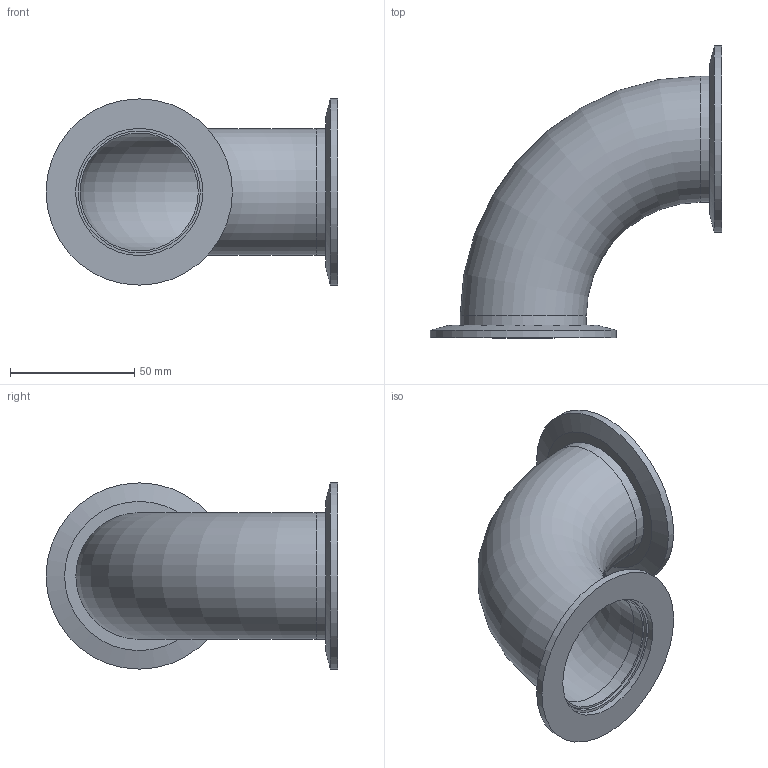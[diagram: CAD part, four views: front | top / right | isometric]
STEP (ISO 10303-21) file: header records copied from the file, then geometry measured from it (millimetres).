
FILE_DESCRIPTION(/* description */ (''),/* implementation_level */ '2;1');
FILE_NAME(/* name */ 'FL-E50KF-80.stp',/* time_stamp */ '2018-12-03T16:11:31+00:00',/* author */ ('paul'),/* organization */ (''),/* preprocessor_version */ 'ST-DEVELOPER v17.2',/* originating_system */ 'Autodesk Inventor 2019',/* authorisation */ '');
FILE_SCHEMA (('AUTOMOTIVE_DESIGN { 1 0 10303 214 3 1 1 }'));
Length unit declared in the file: millimetre
Products named in the file (3): FL-E50KF-80; tube; FL-50KF-51W
Assembly tree (3 placements, depth 2):
  FL-E50KF-80
    tube
    FL-50KF-51W  x2
Bounding box: 117.5 x 117.5 x 75 mm (x, y, z)
Volume: 51816.5 mm3; surface area: 51349.2 mm2
Topology: 3 solids, 3 shells, 26 faces, 64 edges, 48 vertices
Faces by surface type: cylinder 12, plane 10, torus 2, cone 2
Full cylindrical faces by diameter (mm): 47.5 x2, 49.1 x2, 50.8 x2, 51 x2, 51.2 x2, 75 x2
Entity records: 652 total; most frequent: DIRECTION 119, CARTESIAN_POINT 94, ORIENTED_EDGE 82, AXIS2_PLACEMENT_3D 55, EDGE_CURVE 41, CIRCLE 32, VERTEX_POINT 30, EDGE_LOOP 23
